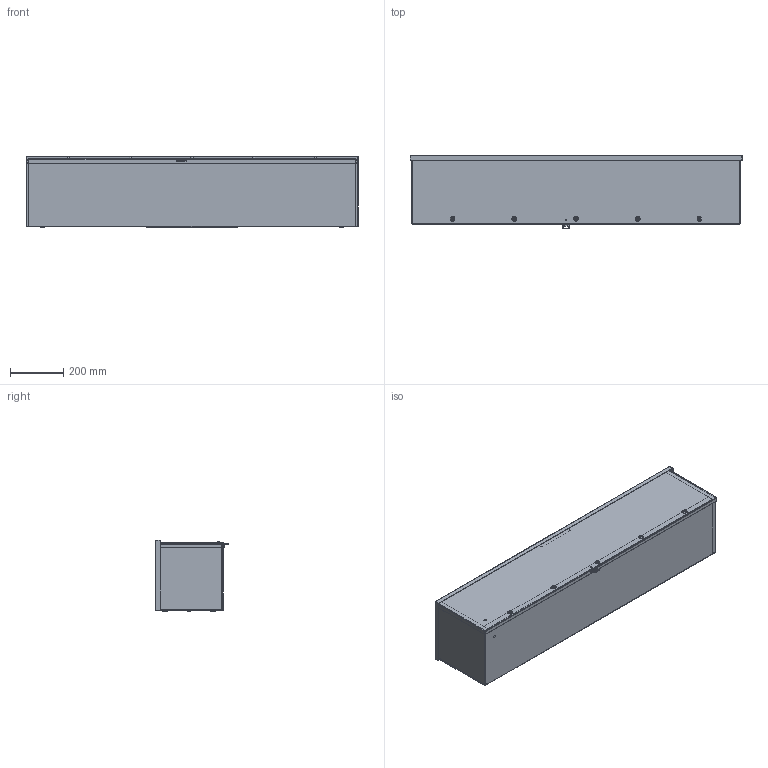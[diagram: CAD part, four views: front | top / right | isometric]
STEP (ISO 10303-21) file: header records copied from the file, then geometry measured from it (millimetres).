
FILE_DESCRIPTION (( 'STEP AP203' ), '1' );
FILE_NAME ('C3RWT1048_Default.step', '2019-11-13T14:00:54', ( '' ), ( '' ), 'SwSTEP 2.0', 'SolidWorks 2019', '' );
FILE_SCHEMA (( 'CONFIG_CONTROL_DESIGN' ));
Length unit declared in the file: inch
Products named in the file (1): C3RWT1048_Default
Bounding box: 1241.42 x 276.12 x 269.09 mm (x, y, z)
Volume: 2724807.8 mm3; surface area: 3004838.9 mm2
Topology: 28 solids, 28 shells, 1006 faces, 2547 edges, 1628 vertices
Faces by surface type: plane 557, cylinder 313, cone 68, bspline 58, torus 10
Entity records: 33294 total; most frequent: CARTESIAN_POINT 8852, DIRECTION 5101, ORIENTED_EDGE 5086, EDGE_CURVE 2543, AXIS2_PLACEMENT_3D 1809, VERTEX_POINT 1628, LINE 1483, VECTOR 1483
